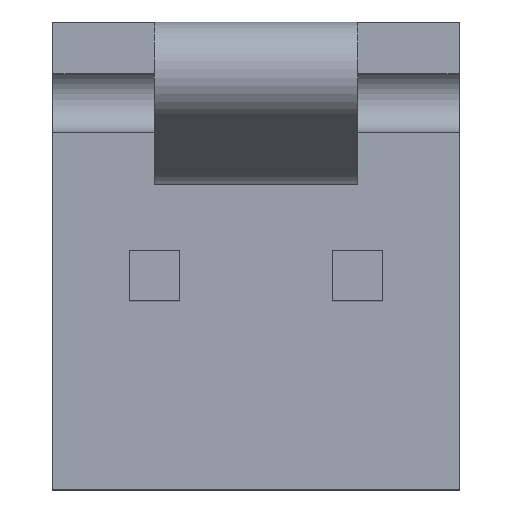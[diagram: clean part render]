
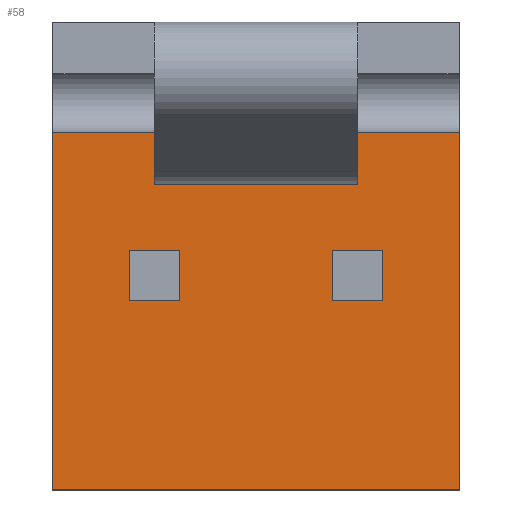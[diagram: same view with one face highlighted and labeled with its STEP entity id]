
A CAD part, top view. The second image highlights one B-rep face of the part: STEP entity #58.
In plain terms, the highlighted planar face has unit normal (0, 0, 1).
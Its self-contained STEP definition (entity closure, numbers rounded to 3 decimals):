
#58=ADVANCED_FACE('',(#116,#117,#118),#119,.T.);
#116=FACE_OUTER_BOUND('',#206,.T.);
#117=FACE_BOUND('',#207,.T.);
#118=FACE_BOUND('',#208,.T.);
#119=PLANE('',#209);
#206=EDGE_LOOP('',(#375,#376,#377,#378));
#207=EDGE_LOOP('',(#379,#380,#381,#382));
#208=EDGE_LOOP('',(#383,#384,#385,#386));
#209=AXIS2_PLACEMENT_3D('',#387,#388,#389);
#375=ORIENTED_EDGE('',*,*,#672,.T.);
#376=ORIENTED_EDGE('',*,*,#673,.F.);
#377=ORIENTED_EDGE('',*,*,#674,.F.);
#378=ORIENTED_EDGE('',*,*,#636,.T.);
#379=ORIENTED_EDGE('',*,*,#675,.T.);
#380=ORIENTED_EDGE('',*,*,#676,.F.);
#381=ORIENTED_EDGE('',*,*,#677,.F.);
#382=ORIENTED_EDGE('',*,*,#678,.T.);
#383=ORIENTED_EDGE('',*,*,#679,.T.);
#384=ORIENTED_EDGE('',*,*,#680,.F.);
#385=ORIENTED_EDGE('',*,*,#681,.F.);
#386=ORIENTED_EDGE('',*,*,#682,.T.);
#387=CARTESIAN_POINT('',(-2.54,1.359,0.0));
#388=DIRECTION('',(0.0,0.0,1.0));
#389=DIRECTION('',(1.0,0.0,0.0));
#636=EDGE_CURVE('',#763,#761,#764,.T.);
#672=EDGE_CURVE('',#761,#823,#825,.T.);
#673=EDGE_CURVE('',#826,#823,#827,.T.);
#674=EDGE_CURVE('',#763,#826,#828,.T.);
#675=EDGE_CURVE('',#829,#830,#831,.T.);
#676=EDGE_CURVE('',#832,#830,#833,.T.);
#677=EDGE_CURVE('',#834,#832,#835,.T.);
#678=EDGE_CURVE('',#834,#829,#836,.T.);
#679=EDGE_CURVE('',#837,#838,#839,.T.);
#680=EDGE_CURVE('',#840,#838,#841,.T.);
#681=EDGE_CURVE('',#842,#840,#843,.T.);
#682=EDGE_CURVE('',#842,#837,#844,.T.);
#761=VERTEX_POINT('',#954);
#763=VERTEX_POINT('',#957);
#764=LINE('',#958,#959);
#823=VERTEX_POINT('',#1049);
#825=LINE('',#1052,#1053);
#826=VERTEX_POINT('',#1054);
#827=LINE('',#1055,#1056);
#828=LINE('',#1057,#1058);
#829=VERTEX_POINT('',#1059);
#830=VERTEX_POINT('',#1060);
#831=LINE('',#1061,#1062);
#832=VERTEX_POINT('',#1063);
#833=LINE('',#1064,#1065);
#834=VERTEX_POINT('',#1066);
#835=LINE('',#1067,#1068);
#836=LINE('',#1069,#1070);
#837=VERTEX_POINT('',#1071);
#838=VERTEX_POINT('',#1072);
#839=LINE('',#1073,#1074);
#840=VERTEX_POINT('',#1075);
#841=LINE('',#1076,#1077);
#842=VERTEX_POINT('',#1078);
#843=LINE('',#1079,#1080);
#844=LINE('',#1081,#1082);
#954=CARTESIAN_POINT('',(-2.54,-3.112,0.0));
#957=CARTESIAN_POINT('',(-2.54,1.359,0.0));
#958=CARTESIAN_POINT('',(-2.54,1.359,0.0));
#959=VECTOR('',#1226,4.47);
#1049=CARTESIAN_POINT('',(2.54,-3.112,0.0));
#1052=CARTESIAN_POINT('',(-2.54,-3.112,0.0));
#1053=VECTOR('',#1268,5.08);
#1054=CARTESIAN_POINT('',(2.54,1.359,0.0));
#1055=CARTESIAN_POINT('',(2.54,1.359,0.0));
#1056=VECTOR('',#1269,4.47);
#1057=CARTESIAN_POINT('',(-2.54,1.359,0.0));
#1058=VECTOR('',#1270,5.08);
#1059=CARTESIAN_POINT('',(0.953,-0.127,0.0));
#1060=CARTESIAN_POINT('',(1.588,-0.127,0.0));
#1061=CARTESIAN_POINT('',(0.953,-0.127,0.0));
#1062=VECTOR('',#1271,0.635);
#1063=CARTESIAN_POINT('',(1.588,-0.762,0.0));
#1064=CARTESIAN_POINT('',(1.588,-0.762,0.0));
#1065=VECTOR('',#1272,0.635);
#1066=CARTESIAN_POINT('',(0.953,-0.762,0.0));
#1067=CARTESIAN_POINT('',(0.953,-0.762,0.0));
#1068=VECTOR('',#1273,0.635);
#1069=CARTESIAN_POINT('',(0.953,-0.762,0.0));
#1070=VECTOR('',#1274,0.635);
#1071=CARTESIAN_POINT('',(-1.588,-0.127,0.0));
#1072=CARTESIAN_POINT('',(-0.953,-0.127,0.0));
#1073=CARTESIAN_POINT('',(-1.588,-0.127,0.0));
#1074=VECTOR('',#1275,0.635);
#1075=CARTESIAN_POINT('',(-0.953,-0.762,0.0));
#1076=CARTESIAN_POINT('',(-0.953,-0.762,0.0));
#1077=VECTOR('',#1276,0.635);
#1078=CARTESIAN_POINT('',(-1.588,-0.762,0.0));
#1079=CARTESIAN_POINT('',(-1.588,-0.762,0.0));
#1080=VECTOR('',#1277,0.635);
#1081=CARTESIAN_POINT('',(-1.588,-0.762,0.0));
#1082=VECTOR('',#1278,0.635);
#1226=DIRECTION('',(0.0,-1.0,0.0));
#1268=DIRECTION('',(1.0,0.0,0.0));
#1269=DIRECTION('',(0.0,-1.0,0.0));
#1270=DIRECTION('',(1.0,0.0,0.0));
#1271=DIRECTION('',(1.0,0.0,0.0));
#1272=DIRECTION('',(0.0,1.0,0.0));
#1273=DIRECTION('',(1.0,0.0,0.0));
#1274=DIRECTION('',(0.0,1.0,0.0));
#1275=DIRECTION('',(1.0,0.0,0.0));
#1276=DIRECTION('',(0.0,1.0,0.0));
#1277=DIRECTION('',(1.0,0.0,0.0));
#1278=DIRECTION('',(0.0,1.0,0.0));
